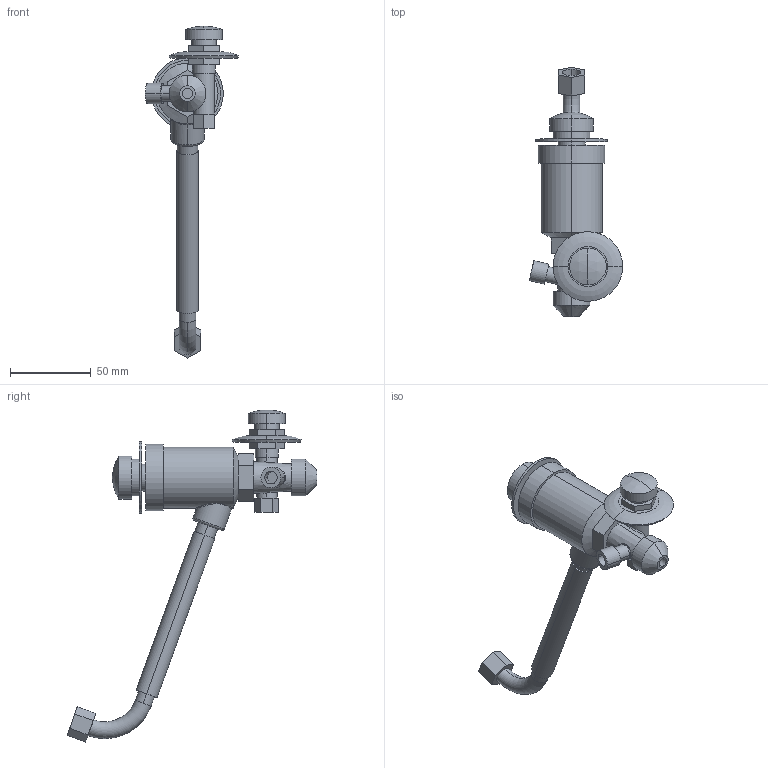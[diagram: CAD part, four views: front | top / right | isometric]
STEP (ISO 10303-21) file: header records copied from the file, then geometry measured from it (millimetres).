
FILE_DESCRIPTION (( 'STEP AP203' ), '1' );
FILE_NAME ('ES-370-A.STEP', '2013-11-21T17:12:16', ( 'Deere & Company' ), ( 'Deere & Company' ), 'SwSTEP 2.0', 'SolidWorks 2013', '' );
FILE_SCHEMA (( 'CONFIG_CONTROL_DESIGN' ));
Length unit declared in the file: inch
Products named in the file (3): ES-370-A; PIPE_ADAPTER_SPRAYER; ES-370-AKT-0_CARCO SPRAYER
Assembly tree (2 placements, depth 2):
  ES-370-A
    ES-370-AKT-0_CARCO SPRAYER
    PIPE_ADAPTER_SPRAYER
Bounding box: 57.93 x 155.05 x 205.99 mm (x, y, z)
Volume: 134304 mm3; surface area: 33502.2 mm2
Topology: 2 solids, 2 shells, 134 faces, 300 edges, 192 vertices
Faces by surface type: plane 64, cylinder 42, torus 10, cone 10, bspline 6, sphere 2
Entity records: 5484 total; most frequent: CARTESIAN_POINT 2136, DIRECTION 672, ORIENTED_EDGE 596, EDGE_CURVE 298, AXIS2_PLACEMENT_3D 261, VERTEX_POINT 192, EDGE_LOOP 158, LINE 150
